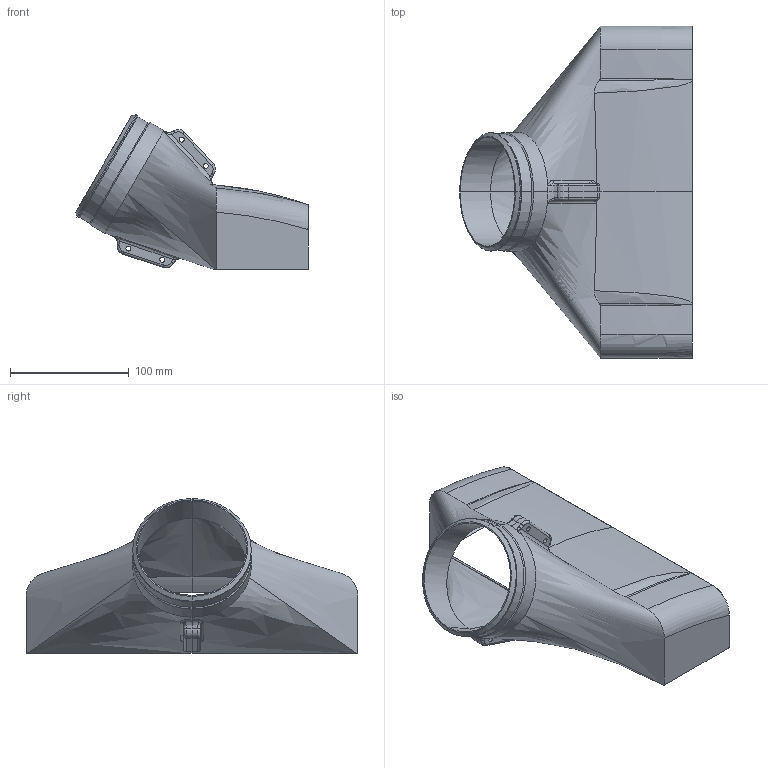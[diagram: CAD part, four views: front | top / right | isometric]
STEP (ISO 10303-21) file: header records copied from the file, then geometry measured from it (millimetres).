
FILE_DESCRIPTION(/* description */ (''),/* implementation_level */ '2;1');
FILE_NAME(/* name */ 'ASPI_636.step',/* time_stamp */ '2021-12-29T14:37:03+01:00',/* author */ (''),/* organization */ (''),/* preprocessor_version */ 'ST-DEVELOPER v18.1',/* originating_system */ 'Autodesk Translation Framework v10.10.0.1391',/* authorisation */ '');
FILE_SCHEMA (('AUTOMOTIVE_DESIGN { 1 0 10303 214 3 1 1 }'));
Length unit declared in the file: millimetre
Products named in the file (1): ASPIRATION RABOT V2
Bounding box: 196.26 x 280 x 130.7 mm (x, y, z)
Volume: 356335.1 mm3; surface area: 175536.4 mm2
Topology: 2 solids, 2 shells, 158 faces, 448 edges, 289 vertices
Faces by surface type: plane 62, bspline 44, cylinder 34, torus 12, cone 6
Full cylindrical faces by diameter (mm): 4.2 x8
Entity records: 10801 total; most frequent: CARTESIAN_POINT 7019, ORIENTED_EDGE 886, DIRECTION 616, EDGE_CURVE 443, VERTEX_POINT 289, AXIS2_PLACEMENT_3D 215, LINE 186, VECTOR 186
